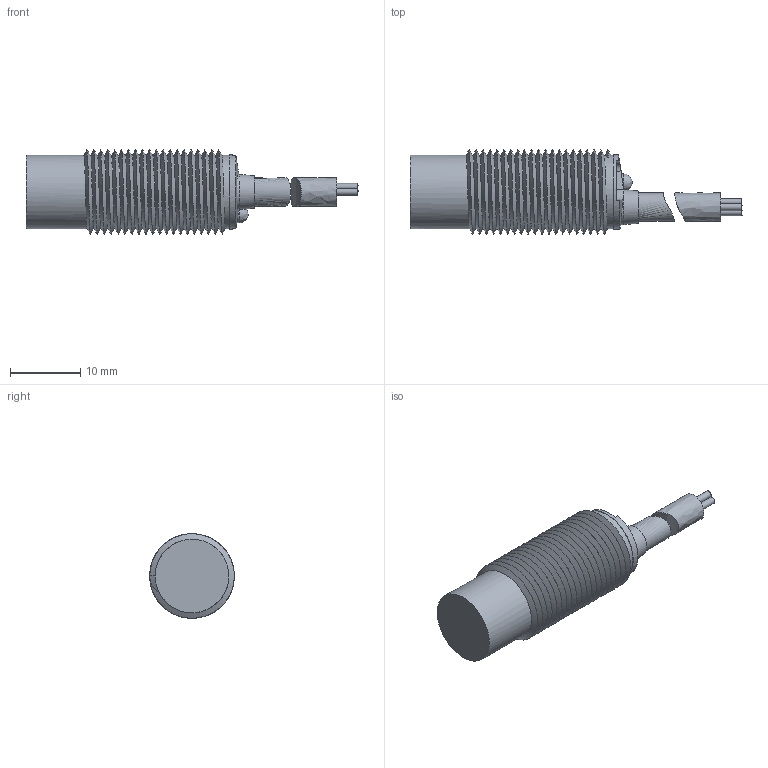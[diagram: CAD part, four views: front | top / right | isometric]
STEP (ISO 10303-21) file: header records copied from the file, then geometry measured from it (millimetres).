
FILE_DESCRIPTION( ('This file contains a STEP AP42 implementation' ,'as created by ZW3D STEP Interface translator.') ,'2;1' );
FILE_NAME( 'ECS2-1208X-X3SX.stp' ,'20 523.103847', (''), ('ZWCAD Software Co.'), 'Version 1.0', 'ZW3D to STEP translator', '' );
FILE_SCHEMA(('AUTOMOTIVE_DESIGN'));
Length unit declared in the file: millimetre
Products named in the file (2): 0; ECS2-1208X-X3SX
Bounding box: 47.39 x 12.06 x 12.06 mm (x, y, z)
Volume: 3023.1 mm3; surface area: 2264.1 mm2
Topology: 3 solids, 3 shells, 62 faces, 147 edges, 95 vertices
Faces by surface type: bspline 62
Entity records: 3110 total; most frequent: CARTESIAN_POINT 2191, ORIENTED_EDGE 292, EDGE_CURVE 146, VERTEX_POINT 95, B_SPLINE_CURVE_WITH_KNOTS 68, EDGE_LOOP 67, FACE_OUTER_BOUND 62, ADVANCED_FACE 62
